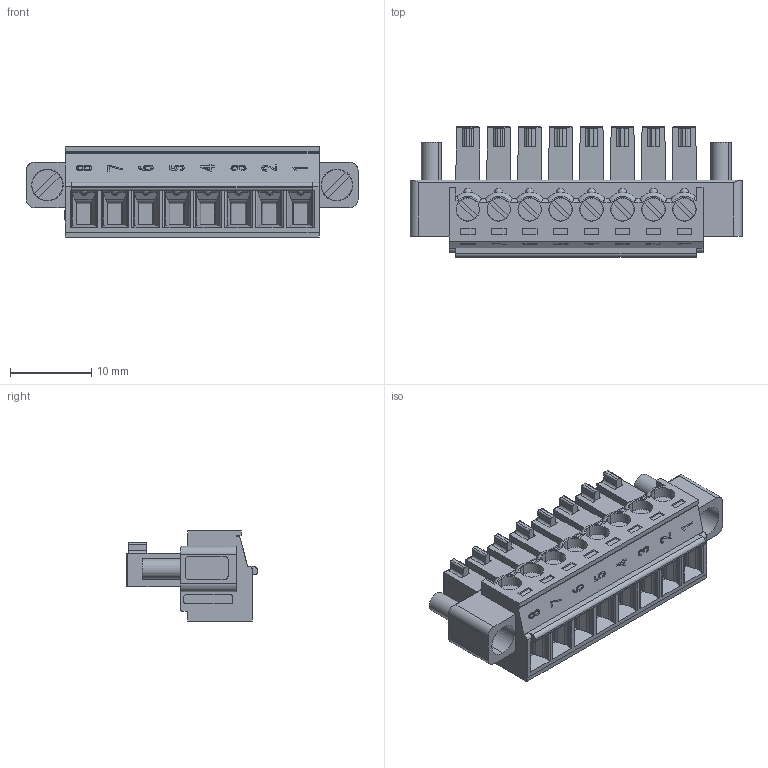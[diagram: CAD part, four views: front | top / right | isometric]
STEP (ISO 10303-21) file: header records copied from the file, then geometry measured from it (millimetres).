
FILE_DESCRIPTION((''),'2;1');
FILE_NAME('CAD-9113_SW0001','2024-06-17T10:16:29',('creinig-se'),(''),'CREO PARAMETRIC BY PTC INC, 2022284','CREO PARAMETRIC BY PTC INC, 2022284','');
FILE_SCHEMA(('CONFIG_CONTROL_DESIGN','SHAPE_APPEARANCE_LAYERS_GROUPS'));
Length unit declared in the file: millimetre
Products named in the file (1): CAD-9113_SW0001
Bounding box: 40.9 x 16.1 x 11.1 mm (x, y, z)
Volume: 3164.8 mm3; surface area: 3873.6 mm2
Topology: 1 solids, 1 shells, 916 faces, 2423 edges, 1563 vertices
Faces by surface type: plane 518, cylinder 284, cone 40, extrusion 34, sphere 24, torus 16
Entity records: 38861 total; most frequent: CARTESIAN_POINT 9223, ORIENTED_EDGE 4798, DIRECTION 4366, PRESENTATION_STYLE_ASSIGNMENT 2400, STYLED_ITEM 2400, CURVE_STYLE 2399, EDGE_CURVE 2399, VECTOR 1578
